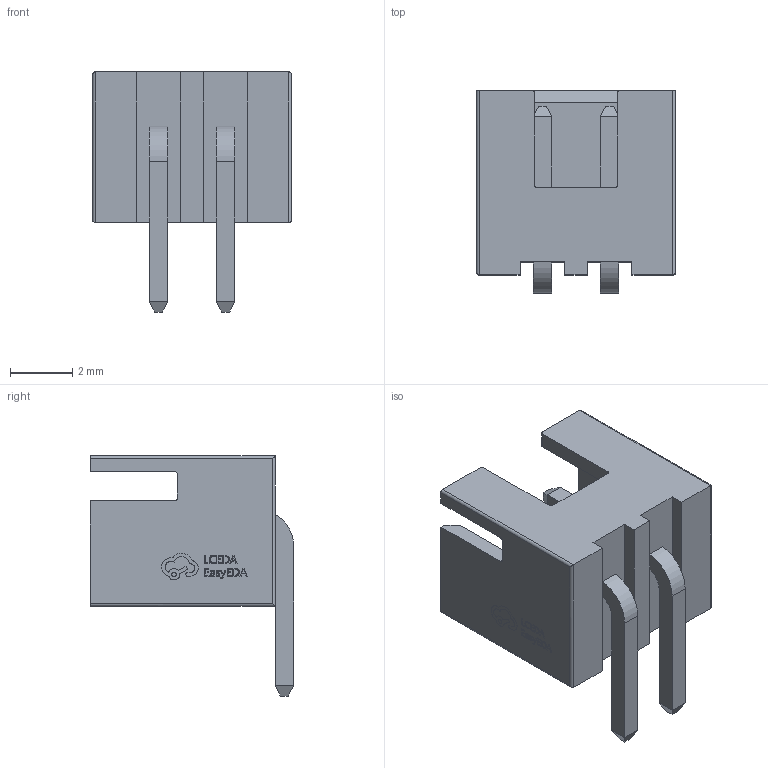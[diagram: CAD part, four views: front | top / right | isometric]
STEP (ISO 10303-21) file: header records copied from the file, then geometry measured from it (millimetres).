
FILE_DESCRIPTION(/* description */ (''),/* implementation_level */ '2;1');
FILE_NAME(/* name */ 'XH2.5_90.step',/* time_stamp */ '2024-10-24T16:55:55+05:30',/* author */ (''),/* organization */ (''),/* preprocessor_version */ 'ST-DEVELOPER v20',/* originating_system */ 'Autodesk Translation Framework v13.20.0.188',/* authorisation */ '');
FILE_SCHEMA (('AUTOMOTIVE_DESIGN { 1 0 10303 214 3 1 1 }'));
Length unit declared in the file: millimetre
Products named in the file (3): fedx-CN2; CONN-TH_2P-P2.50_XH-2AW; COMPOUND
Assembly tree (2 placements, depth 3):
  fedx-CN2
    CONN-TH_2P-P2.50_XH-2AW
      COMPOUND
Bounding box: 6.38 x 6.52 x 7.7 mm (x, y, z)
Volume: 80.5 mm3; surface area: 311 mm2
Topology: 14 solids, 14 shells, 375 faces, 986 edges, 650 vertices
Faces by surface type: plane 245, bspline 112, cylinder 18
Entity records: 13064 total; most frequent: CARTESIAN_POINT 3856, ORIENTED_EDGE 1972, DIRECTION 1498, EDGE_CURVE 986, LINE 730, VECTOR 730, VERTEX_POINT 650, EDGE_LOOP 398
